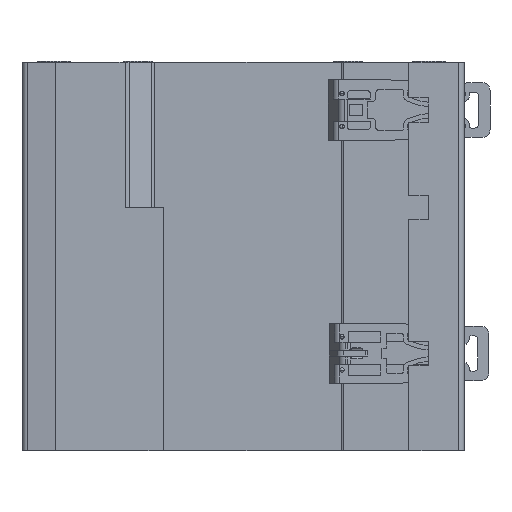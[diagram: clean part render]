
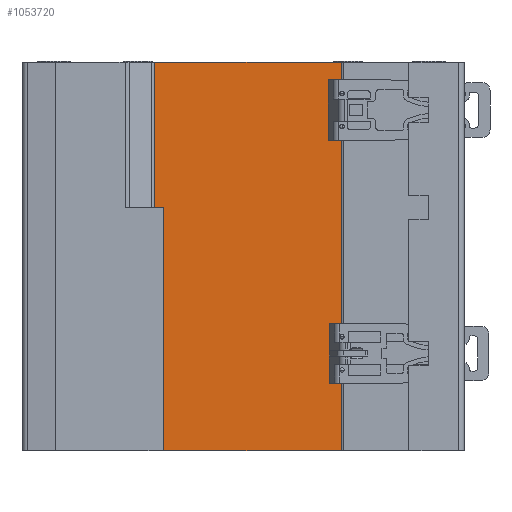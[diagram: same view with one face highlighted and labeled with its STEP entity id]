
A CAD part, front view. The second image highlights one B-rep face of the part: STEP entity #1053720.
In plain terms, the highlighted planar face has unit normal (0, -1, 0).
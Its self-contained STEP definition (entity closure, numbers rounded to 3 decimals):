
#290440=CARTESIAN_POINT('',(57.8,5.5,
43.9));
#290450=VERTEX_POINT('',#290440);
#290480=CARTESIAN_POINT('',(0.,5.5,43.9));
#290490=DIRECTION('',(1.,0.,0.));
#290500=VECTOR('',#290490,1.);
#290510=LINE('',#290480,#290500);
#290520=CARTESIAN_POINT('',(22.5,5.5,
43.9));
#290530=VERTEX_POINT('',#290520);
#290540=EDGE_CURVE('',#290530,#290450,#290510,.T.);
#541580=CARTESIAN_POINT('',(22.5,5.5,0.));
#541590=DIRECTION('',(0.,0.,-1.));
#541600=VECTOR('',#541590,1.);
#541610=LINE('',#541580,#541600);
#541620=CARTESIAN_POINT('',(22.5,5.5,-26.5));
#541630=VERTEX_POINT('',#541620);
#541640=EDGE_CURVE('',#290530,#541630,#541610,.T.);
#669300=CARTESIAN_POINT('',(56.457,5.5,
-6.75));
#669310=VERTEX_POINT('',#669300);
#669340=CARTESIAN_POINT('',(0.,5.5,-6.75));
#669350=DIRECTION('',(-1.,0.,0.));
#669360=VECTOR('',#669350,1.);
#669370=LINE('',#669340,#669360);
#669380=CARTESIAN_POINT('',(57.8,5.5,
-6.75));
#669390=VERTEX_POINT('',#669380);
#669400=EDGE_CURVE('',#669390,#669310,#669370,.T.);
#772550=CARTESIAN_POINT('',(57.8,5.5,0.));
#772560=DIRECTION('',(0.,0.,-1.));
#772570=VECTOR('',#772560,1.);
#772580=LINE('',#772550,#772570);
#772590=CARTESIAN_POINT('',(57.8,5.5,
37.3));
#772600=VERTEX_POINT('',#772590);
#772610=EDGE_CURVE('',#290450,#772600,#772580,.T.);
#785420=CARTESIAN_POINT('',(57.15,5.5,
37.3));
#785430=VERTEX_POINT('',#785420);
#785460=CARTESIAN_POINT('',(0.,5.5,37.3));
#785470=DIRECTION('',(-1.,0.,0.));
#785480=VECTOR('',#785470,1.);
#785490=LINE('',#785460,#785480);
#785500=EDGE_CURVE('',#772600,#785430,#785490,.T.);
#818020=CARTESIAN_POINT('',(57.8,5.5,0.));
#818030=DIRECTION('',(0.,0.,1.));
#818040=VECTOR('',#818030,1.);
#818050=LINE('',#818020,#818040);
#818060=CARTESIAN_POINT('',(57.8,5.5,-26.5));
#818070=VERTEX_POINT('',#818060);
#818080=CARTESIAN_POINT('',(57.8,5.5,
-10.971));
#818090=VERTEX_POINT('',#818080);
#818100=EDGE_CURVE('',#818070,#818090,#818050,.T.);
#885840=CARTESIAN_POINT('',(57.8,5.5,
33.1));
#885850=VERTEX_POINT('',#885840);
#885880=CARTESIAN_POINT('',(0.,5.5,33.1));
#885890=DIRECTION('',(-1.,0.,0.));
#885900=VECTOR('',#885890,1.);
#885910=LINE('',#885880,#885900);
#885920=CARTESIAN_POINT('',(57.15,5.5,
33.1));
#885930=VERTEX_POINT('',#885920);
#885940=EDGE_CURVE('',#885850,#885930,#885910,.T.);
#903180=CARTESIAN_POINT('',(57.8,5.5,0.));
#903190=DIRECTION('',(0.,0.,-1.));
#903200=VECTOR('',#903190,1.);
#903210=LINE('',#903180,#903200);
#903220=EDGE_CURVE('',#885850,#669390,#903210,.T.);
#1049960=CARTESIAN_POINT('',(57.15,5.5,0.));
#1049970=DIRECTION('',(0.,0.,-1.));
#1049980=VECTOR('',#1049970,1.);
#1049990=LINE('',#1049960,#1049980);
#1050000=EDGE_CURVE('',#785430,#885930,#1049990,.T.);
#1053360=CARTESIAN_POINT('',(22.147,5.5,
44.604));
#1053370=DIRECTION('',(-0.,-1.,-0.));
#1053380=DIRECTION('',(-1.,0.,0.));
#1053390=AXIS2_PLACEMENT_3D('',#1053360,#1053370,#1053380);
#1053400=PLANE('',#1053390);
#1053410=ORIENTED_EDGE('',*,*,#903220,.F.);
#1053420=ORIENTED_EDGE('',*,*,#669400,.F.);
#1053430=CARTESIAN_POINT('',(56.457,5.5,0.));
#1053440=DIRECTION('',(0.,0.,-1.));
#1053450=VECTOR('',#1053440,1.);
#1053460=LINE('',#1053430,#1053450);
#1053470=CARTESIAN_POINT('',(56.457,5.5,
-10.971));
#1053480=VERTEX_POINT('',#1053470);
#1053490=EDGE_CURVE('',#669310,#1053480,#1053460,.T.);
#1053500=ORIENTED_EDGE('',*,*,#1053490,.F.);
#1053510=CARTESIAN_POINT('',(0.,5.5,-10.971));
#1053520=DIRECTION('',(1.,0.,0.));
#1053530=VECTOR('',#1053520,1.);
#1053540=LINE('',#1053510,#1053530);
#1053550=EDGE_CURVE('',#1053480,#818090,#1053540,.T.);
#1053560=ORIENTED_EDGE('',*,*,#1053550,.F.);
#1053570=ORIENTED_EDGE('',*,*,#818100,.T.);
#1053580=CARTESIAN_POINT('',(0.,5.5,-26.5));
#1053590=DIRECTION('',(1.,0.,0.));
#1053600=VECTOR('',#1053590,1.);
#1053610=LINE('',#1053580,#1053600);
#1053620=EDGE_CURVE('',#541630,#818070,#1053610,.T.);
#1053630=ORIENTED_EDGE('',*,*,#1053620,.T.);
#1053640=ORIENTED_EDGE('',*,*,#541640,.T.);
#1053650=ORIENTED_EDGE('',*,*,#290540,.F.);
#1053660=ORIENTED_EDGE('',*,*,#772610,.F.);
#1053670=ORIENTED_EDGE('',*,*,#785500,.F.);
#1053680=ORIENTED_EDGE('',*,*,#1050000,.F.);
#1053690=ORIENTED_EDGE('',*,*,#885940,.T.);
#1053700=EDGE_LOOP('',(#1053690,#1053680,#1053670,#1053660,#1053650,
#1053640,#1053630,#1053570,#1053560,#1053500,#1053420,#1053410));
#1053710=FACE_OUTER_BOUND('',#1053700,.T.);
#1053720=ADVANCED_FACE('',(#1053710),#1053400,.T.);
